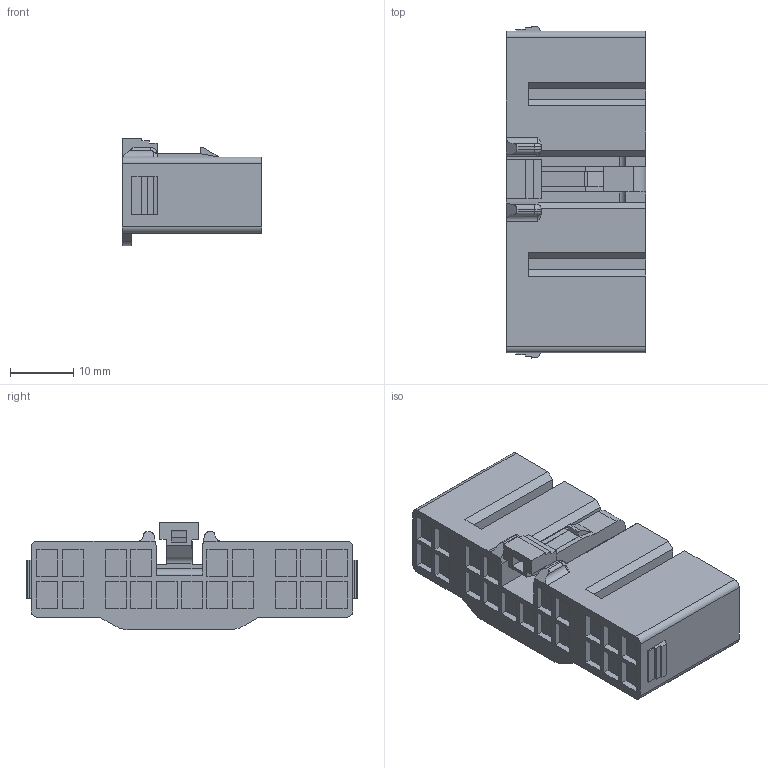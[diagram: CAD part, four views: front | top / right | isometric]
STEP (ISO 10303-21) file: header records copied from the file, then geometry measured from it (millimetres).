
FILE_DESCRIPTION(/* description */ (''),/* implementation_level */ '2;1');
FILE_NAME(/* name */ '090IIU-20S-1.stp',/* time_stamp */ '2024-06-13T20:13:02-05:00',/* author */ (''),/* organization */ ('Corsa Technic, LLC'),/* preprocessor_version */ 'ST-DEVELOPER v20',/* originating_system */ 'Autodesk Translation Framework v13.14.0.145',/* authorisation */ '3D design STEP models are provided for reference only. STEP models DO NOT provide accurate tolerance information and the model may not be constructed to the nominal nor the manufacturing-optimized version of the design. User assumes all risks from use of these models. Corsa Technic, LLC makes no representation or warranty (expressed or implied) with respect to the STEP models, including but not limited to the accuracy or completeness of product dimensions or any other technical specifications contained in or accompanying the STEP models, non-infringement of third party rights, and quality, suitability, fitness for purpose or title.');
FILE_SCHEMA (('AUTOMOTIVE_DESIGN { 1 0 10303 214 3 1 1 }'));
Length unit declared in the file: millimetre
Products named in the file (1): 090IIU-20S-1
Bounding box: 22 x 52.3 x 17 mm (x, y, z)
Volume: 12056 mm3; surface area: 5569.6 mm2
Topology: 1 solids, 1 shells, 329 faces, 838 edges, 552 vertices
Faces by surface type: plane 304, cylinder 16, bspline 7, torus 2
Entity records: 10199 total; most frequent: CARTESIAN_POINT 2215, ORIENTED_EDGE 1676, DIRECTION 1498, EDGE_CURVE 838, LINE 788, VECTOR 788, VERTEX_POINT 552, EDGE_LOOP 372
